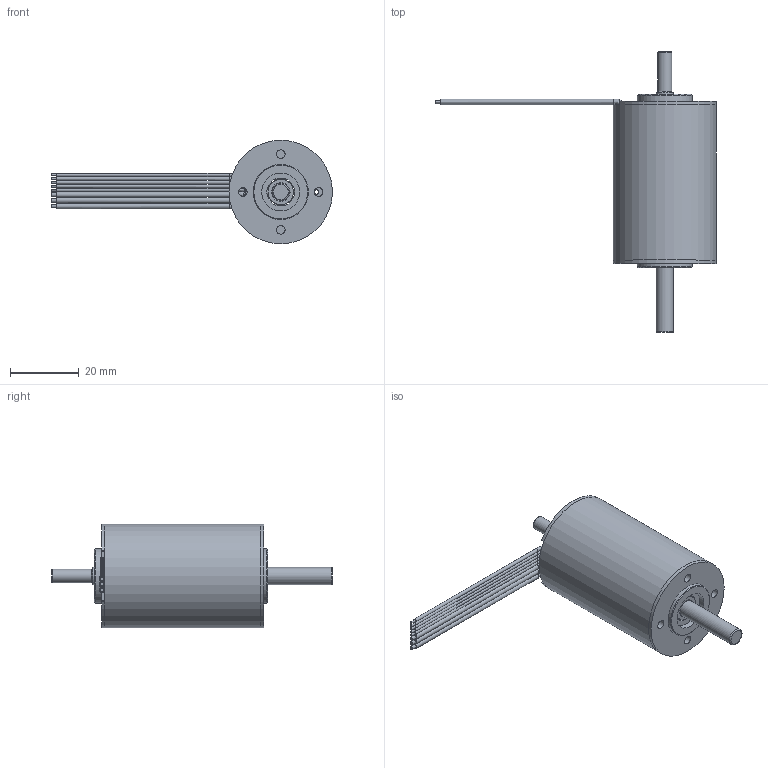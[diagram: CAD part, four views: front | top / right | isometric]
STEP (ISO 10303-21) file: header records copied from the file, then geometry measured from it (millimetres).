
FILE_DESCRIPTION (( 'STEP AP203' ), '1' );
FILE_NAME ('EC4P3047S.STEP', '2025-11-26T09:03:53', ( 'Windows 蚚誧' ), ( 'Organization' ), 'SwSTEP 2.0', 'SolidWorks 2020', '' );
FILE_SCHEMA (( 'CONFIG_CONTROL_DESIGN' ));
Length unit declared in the file: millimetre
Products named in the file (7): 01.01.0979 ヶ傷裔; 01.06.0006 粣創; EC4P3047S; 01.07.0702 儂褲; 01.14.1449 端子线-剪掉端子头; 01.10.2225 粣; 01.02.1011 綴傷裔
Assembly tree (7 placements, depth 2):
  EC4P3047S
    01.07.0702 儂褲
    01.01.0979 ヶ傷裔
    01.02.1011 綴傷裔
    01.10.2225 粣
    01.06.0006 粣創  x2
    01.14.1449 端子线-剪掉端子头
Bounding box: 81.51 x 81.5 x 30 mm (x, y, z)
Volume: 10169.8 mm3; surface area: 17510.5 mm2
Topology: 16 solids, 16 shells, 380 faces, 1094 edges, 736 vertices
Faces by surface type: sphere 120, plane 114, cylinder 78, torus 50, cone 10, bspline 8
Full cylindrical faces by diameter (mm): 0.6 x10, 0.8 x3, 1 x8, 1.25 x3, 1.6 x3, 2.5 x4, 4 x1, 5 x3, 7.35 x4, 8.096 x4, 8.903 x2, 10 x1, 10.146 x2, 11 x1, 11.7 x8, 13 x4, 16 x3, 27 x2, 28.5 x1, 30 x2
Entity records: 14008 total; most frequent: CARTESIAN_POINT 7258, DIRECTION 1239, ORIENTED_EDGE 1140, AXIS2_PLACEMENT_3D 603, EDGE_CURVE 570, EDGE_LOOP 440, VERTEX_POINT 426, CIRCLE 345
